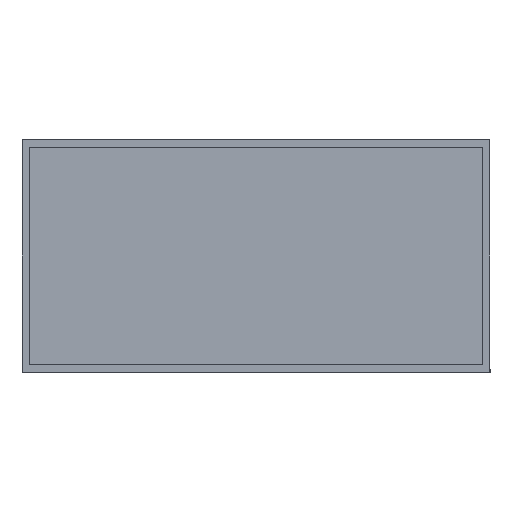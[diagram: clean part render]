
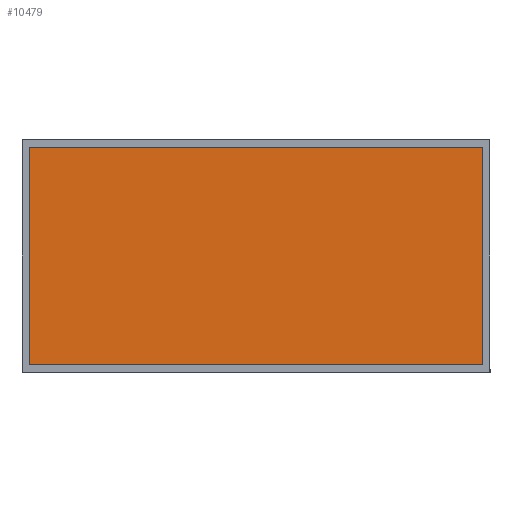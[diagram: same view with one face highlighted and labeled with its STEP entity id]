
A CAD part, front view. The second image highlights one B-rep face of the part: STEP entity #10479.
In plain terms, the highlighted planar face has unit normal (0, -1, 0).
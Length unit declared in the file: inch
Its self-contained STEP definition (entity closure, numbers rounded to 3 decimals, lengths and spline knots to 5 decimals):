
#71 = ORIENTED_EDGE ( 'NONE', *, *, #10869, .T. ) ;
#225 = EDGE_LOOP ( 'NONE', ( #71, #13575, #13574, #13579 ) ) ;
#1301 = CARTESIAN_POINT ( 'NONE',  ( 23.0625, 0.25, -11.0625 ) ) ;
#1314 = CARTESIAN_POINT ( 'NONE',  ( -23.0625, 0.25, 11.0625 ) ) ;
#1332 = CARTESIAN_POINT ( 'NONE',  ( -23.0625, 0.25, -11.0625 ) ) ;
#1335 = CARTESIAN_POINT ( 'NONE',  ( 23.0625, 0.25, 11.0625 ) ) ;
#6302 = VERTEX_POINT ( 'NONE', #1301 ) ;
#6315 = VERTEX_POINT ( 'NONE', #1314 ) ;
#6333 = VERTEX_POINT ( 'NONE', #1332 ) ;
#6336 = VERTEX_POINT ( 'NONE', #1335 ) ;
#7361 = LINE ( 'NONE', #7373, #11033 ) ;
#7373 = CARTESIAN_POINT ( 'NONE',  ( -23.0625, 0.25, 11.0625 ) ) ;
#7375 = DIRECTION ( 'NONE',  ( 0., 0., -1. ) ) ;
#7387 = LINE ( 'NONE', #7388, #11040 ) ;
#7388 = CARTESIAN_POINT ( 'NONE',  ( -23.0625, 0.25, -11.0625 ) ) ;
#7389 = DIRECTION ( 'NONE',  ( 1., 0., 0. ) ) ;
#7390 = LINE ( 'NONE', #7391, #11041 ) ;
#7391 = CARTESIAN_POINT ( 'NONE',  ( 23.0625, 0.25, 11.0625 ) ) ;
#7392 = DIRECTION ( 'NONE',  ( 0., 0., 1. ) ) ;
#7399 = LINE ( 'NONE', #7400, #11044 ) ;
#7400 = CARTESIAN_POINT ( 'NONE',  ( -23.0625, 0.25, 11.0625 ) ) ;
#7401 = DIRECTION ( 'NONE',  ( -1., 0., 0. ) ) ;
#9233 = PLANE ( 'NONE',  #13284 ) ;
#9238 = FACE_OUTER_BOUND ( 'NONE', #225, .T. ) ;
#9250 = CARTESIAN_POINT ( 'NONE',  ( -23.0625, 0.25, -11.0625 ) ) ;
#9251 = DIRECTION ( 'NONE',  ( 0., -1., 0. ) ) ;
#9252 = DIRECTION ( 'NONE',  ( 0., 0., -1. ) ) ;
#10479 = ADVANCED_FACE ( 'NONE', ( #9238 ), #9233, .T. ) ;
#10869 = EDGE_CURVE ( 'NONE', #6315, #6333, #7361, .T. ) ;
#10874 = EDGE_CURVE ( 'NONE', #6333, #6302, #7387, .T. ) ;
#10875 = EDGE_CURVE ( 'NONE', #6302, #6336, #7390, .T. ) ;
#10878 = EDGE_CURVE ( 'NONE', #6336, #6315, #7399, .T. ) ;
#11033 = VECTOR ( 'NONE', #7375, 39.37008 ) ;
#11040 = VECTOR ( 'NONE', #7389, 39.37008 ) ;
#11041 = VECTOR ( 'NONE', #7392, 39.37008 ) ;
#11044 = VECTOR ( 'NONE', #7401, 39.37008 ) ;
#13284 = AXIS2_PLACEMENT_3D ( 'NONE', #9250, #9251, #9252 ) ;
#13574 = ORIENTED_EDGE ( 'NONE', *, *, #10875, .T. ) ;
#13575 = ORIENTED_EDGE ( 'NONE', *, *, #10874, .T. ) ;
#13579 = ORIENTED_EDGE ( 'NONE', *, *, #10878, .T. ) ;
